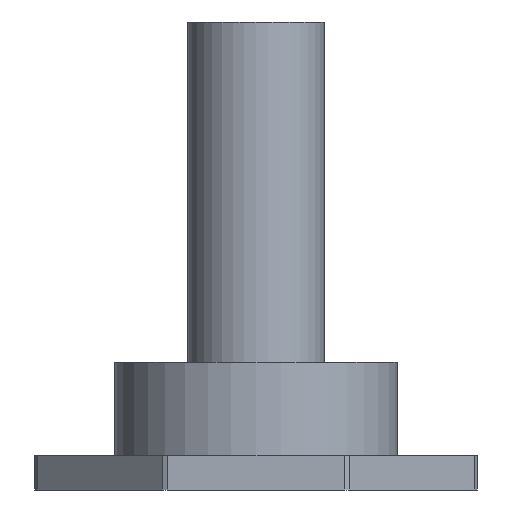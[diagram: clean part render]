
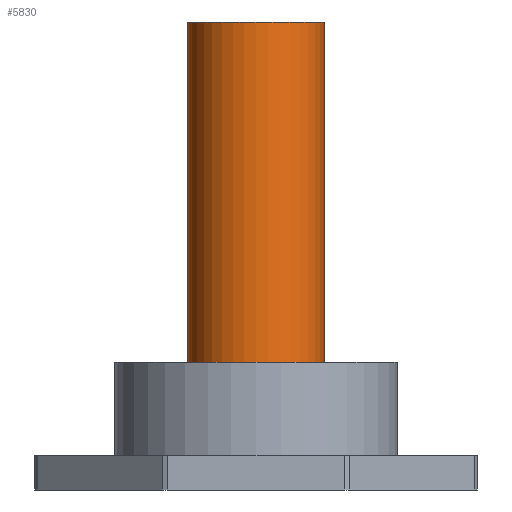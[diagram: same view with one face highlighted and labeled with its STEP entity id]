
A CAD part, front view. The second image highlights one B-rep face of the part: STEP entity #5830.
In plain terms, the highlighted cylindrical face has radius 4 mm (diameter 8 mm), a full revolution.
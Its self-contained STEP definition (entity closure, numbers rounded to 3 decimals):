
#67 = CIRCLE ( 'NONE', #4160, 4. ) ;
#495 = EDGE_CURVE ( 'NONE', #5867, #5867, #3698, .T. ) ;
#565 = DIRECTION ( 'NONE',  ( 0., 0., -1. ) ) ;
#822 = CARTESIAN_POINT ( 'NONE',  ( 4., 0., 25.5 ) ) ;
#945 = FACE_OUTER_BOUND ( 'NONE', #5154, .T. ) ;
#1445 = DIRECTION ( 'NONE',  ( -1., 0., 0. ) ) ;
#1737 = VERTEX_POINT ( 'NONE', #822 ) ;
#2172 = CARTESIAN_POINT ( 'NONE',  ( 4., 0., 5.5 ) ) ;
#2262 = EDGE_LOOP ( 'NONE', ( #4526 ) ) ;
#2808 = AXIS2_PLACEMENT_3D ( 'NONE', #3803, #6167, #4383 ) ;
#3217 = ORIENTED_EDGE ( 'NONE', *, *, #495, .F. ) ;
#3370 = DIRECTION ( 'NONE',  ( 1., 0., 0. ) ) ;
#3698 = CIRCLE ( 'NONE', #2808, 4. ) ;
#3778 = FACE_OUTER_BOUND ( 'NONE', #2262, .T. ) ;
#3803 = CARTESIAN_POINT ( 'NONE',  ( 0., 0., 5.5 ) ) ;
#4160 = AXIS2_PLACEMENT_3D ( 'NONE', #4834, #565, #3370 ) ;
#4383 = DIRECTION ( 'NONE',  ( 1., 0., 0. ) ) ;
#4526 = ORIENTED_EDGE ( 'NONE', *, *, #6029, .T. ) ;
#4747 = AXIS2_PLACEMENT_3D ( 'NONE', #4804, #5268, #1445 ) ;
#4804 = CARTESIAN_POINT ( 'NONE',  ( 0., 0., 25.5 ) ) ;
#4834 = CARTESIAN_POINT ( 'NONE',  ( 0., 0., 25.5 ) ) ;
#5154 = EDGE_LOOP ( 'NONE', ( #3217 ) ) ;
#5268 = DIRECTION ( 'NONE',  ( 0., 0., -1. ) ) ;
#5300 = CYLINDRICAL_SURFACE ( 'NONE', #4747, 4. ) ;
#5830 = ADVANCED_FACE ( 'NONE', ( #945, #3778 ), #5300, .T. ) ;
#5867 = VERTEX_POINT ( 'NONE', #2172 ) ;
#6029 = EDGE_CURVE ( 'NONE', #1737, #1737, #67, .T. ) ;
#6167 = DIRECTION ( 'NONE',  ( 0., 0., -1. ) ) ;
